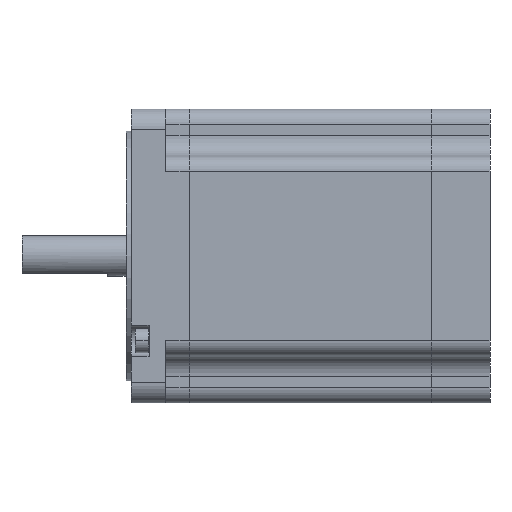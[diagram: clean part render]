
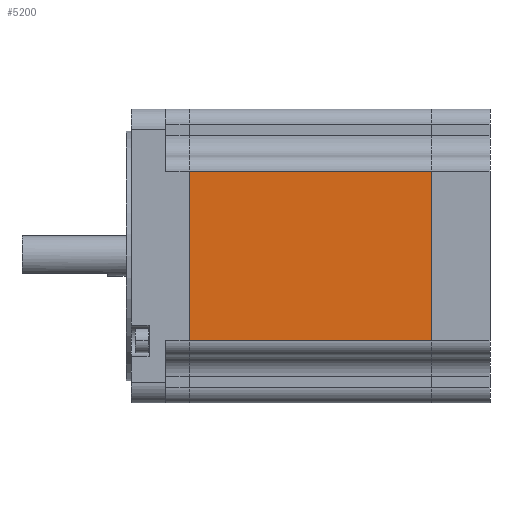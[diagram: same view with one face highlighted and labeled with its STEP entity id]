
A CAD part, left-side view. The second image highlights one B-rep face of the part: STEP entity #5200.
In plain terms, the highlighted planar face has unit normal (-1, 0, 0).
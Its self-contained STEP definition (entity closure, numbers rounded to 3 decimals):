
#15 = EDGE_LOOP ( 'NONE', ( #2014, #126, #2086, #3743 ) ) ;
#126 = ORIENTED_EDGE ( 'NONE', *, *, #6218, .F. ) ;
#534 = CARTESIAN_POINT ( 'NONE',  ( 0., 71., -67.8 ) ) ;
#802 = AXIS2_PLACEMENT_3D ( 'NONE', #5252, #3603, #1092 ) ;
#845 = LINE ( 'NONE', #5365, #1584 ) ;
#893 = CARTESIAN_POINT ( 'NONE',  ( 0., 0., -18.2 ) ) ;
#972 = VERTEX_POINT ( 'NONE', #4764 ) ;
#1092 = DIRECTION ( 'NONE',  ( 0., 0., -1. ) ) ;
#1129 = FACE_OUTER_BOUND ( 'NONE', #15, .T. ) ;
#1386 = LINE ( 'NONE', #5404, #4896 ) ;
#1571 = DIRECTION ( 'NONE',  ( 0., 0., 1. ) ) ;
#1584 = VECTOR ( 'NONE', #3114, 1000. ) ;
#1829 = VECTOR ( 'NONE', #4073, 1000. ) ;
#1868 = EDGE_CURVE ( 'NONE', #5523, #972, #2536, .T. ) ;
#2014 = ORIENTED_EDGE ( 'NONE', *, *, #3350, .T. ) ;
#2023 = EDGE_CURVE ( 'NONE', #5523, #4807, #4435, .T. ) ;
#2034 = VECTOR ( 'NONE', #1571, 1000. ) ;
#2086 = ORIENTED_EDGE ( 'NONE', *, *, #1868, .F. ) ;
#2321 = DIRECTION ( 'NONE',  ( 0., -1., 0. ) ) ;
#2536 = LINE ( 'NONE', #2672, #2034 ) ;
#2672 = CARTESIAN_POINT ( 'NONE',  ( 0., 71., -67.8 ) ) ;
#2891 = CARTESIAN_POINT ( 'NONE',  ( 0., 0., -67.8 ) ) ;
#3114 = DIRECTION ( 'NONE',  ( 0., 0., 1. ) ) ;
#3350 = EDGE_CURVE ( 'NONE', #4807, #3653, #845, .T. ) ;
#3603 = DIRECTION ( 'NONE',  ( 1., 0., 0. ) ) ;
#3653 = VERTEX_POINT ( 'NONE', #893 ) ;
#3741 = PLANE ( 'NONE',  #802 ) ;
#3743 = ORIENTED_EDGE ( 'NONE', *, *, #2023, .T. ) ;
#4073 = DIRECTION ( 'NONE',  ( 0., -1., 0. ) ) ;
#4435 = LINE ( 'NONE', #6079, #1829 ) ;
#4764 = CARTESIAN_POINT ( 'NONE',  ( 0., 71., -18.2 ) ) ;
#4807 = VERTEX_POINT ( 'NONE', #2891 ) ;
#4896 = VECTOR ( 'NONE', #2321, 1000. ) ;
#5200 = ADVANCED_FACE ( 'NONE', ( #1129 ), #3741, .F. ) ;
#5252 = CARTESIAN_POINT ( 'NONE',  ( 0., 71., -67.8 ) ) ;
#5365 = CARTESIAN_POINT ( 'NONE',  ( 0., 0., -67.8 ) ) ;
#5404 = CARTESIAN_POINT ( 'NONE',  ( 0., 71., -18.2 ) ) ;
#5523 = VERTEX_POINT ( 'NONE', #534 ) ;
#6079 = CARTESIAN_POINT ( 'NONE',  ( 0., 71., -67.8 ) ) ;
#6218 = EDGE_CURVE ( 'NONE', #972, #3653, #1386, .T. ) ;
